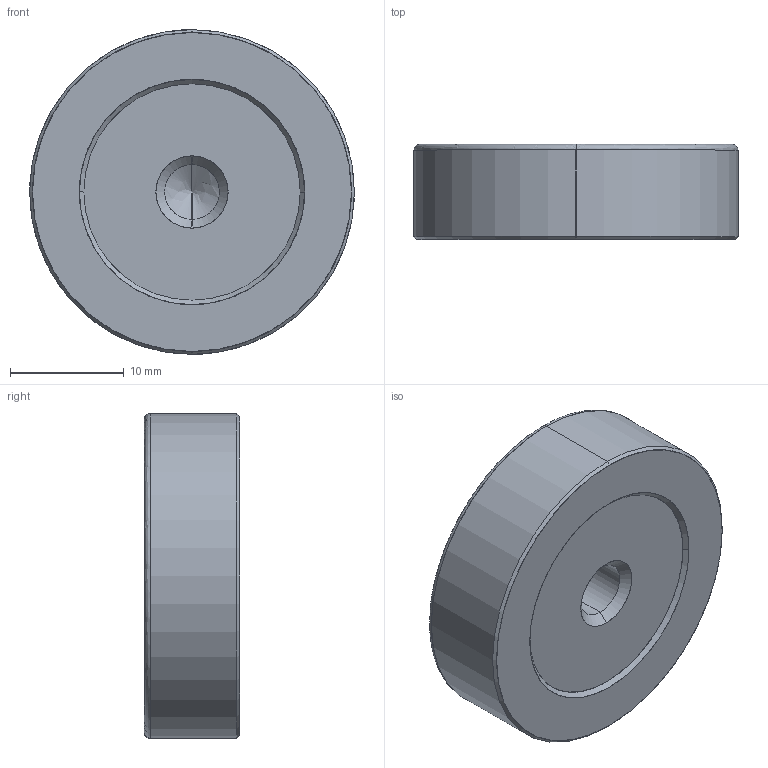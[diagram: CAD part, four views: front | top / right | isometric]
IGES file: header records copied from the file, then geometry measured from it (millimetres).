
Start section: SolidWorks IGES file using analytic representation for surfaces
Global section: file name: F-112-SM Rev01.IGS; native system: SolidWorks 2013; preprocessor: SolidWorks 2013; author: Brando; date: 140516.185555; units: inch
Bounding box: 28.57 x 8.38 x 28.57 mm (x, y, z)
Surface area: 2099.1 mm2 (no closed solid volume)
Topology: 0 solids, 0 shells, 17 faces, 264 edges, 262 vertices
Faces by surface type: revolution 12, bspline 5
